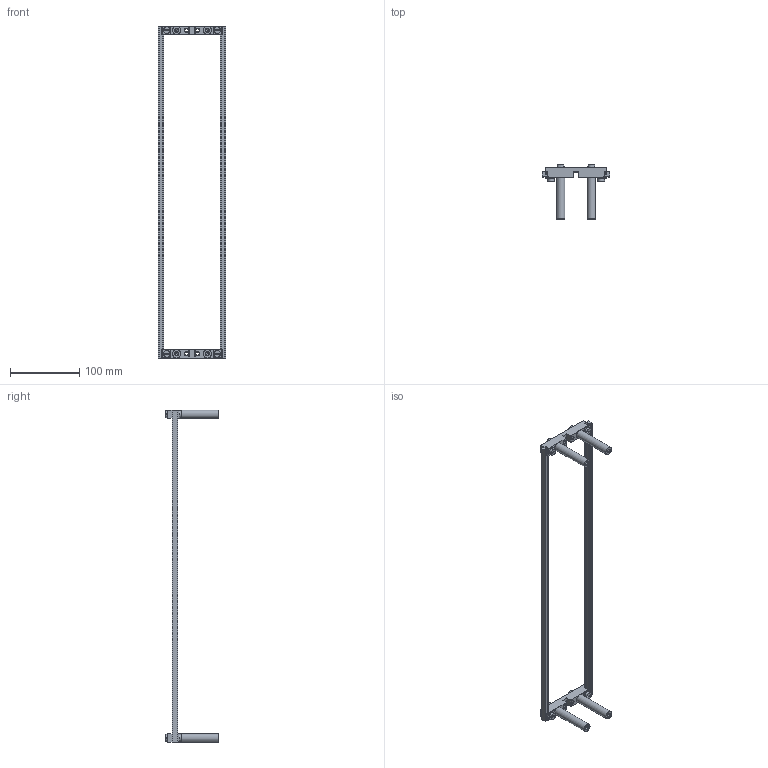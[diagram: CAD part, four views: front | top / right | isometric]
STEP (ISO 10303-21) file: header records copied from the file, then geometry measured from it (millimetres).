
FILE_DESCRIPTION(/* description */ ('STEP AP214'),/* implementation_level */ '2;1');
FILE_NAME(/* name */ '9365_NRRQ-2N',/* time_stamp */ '2024-09-13T09:27:02+02:00',/* author */ ('License CC BY-ND 4.0'),/* organization */ ('CADENAS'),/* preprocessor_version */ 'ST-DEVELOPER v19.3',/* originating_system */ 'PARTsolutions',/* authorisation */ ' ');
FILE_SCHEMA (('AUTOMOTIVE_DESIGN {1 0 10303 214 3 1 1}'));
Length unit declared in the file: millimetre
Products named in the file (7): 9365 NRRQ-2N; 6852 NRV-2N; 6772 NRW-12/3; DIN-84 - M6x12; 207679 NRB-12/60; DIN-84 - M6x18; 9363 NRQ-8-480
Assembly tree (20 placements, depth 2):
  9365 NRRQ-2N
    6852 NRV-2N  x2
    6772 NRW-12/3  x4
    DIN-84 - M6x12  x4
    207679 NRB-12/60  x4
    DIN-84 - M6x18  x4
    9363 NRQ-8-480  x2
Bounding box: 96.96 x 77.9 x 480 mm (x, y, z)
Volume: 97903.4 mm3; surface area: 72028.4 mm2
Topology: 20 solids, 20 shells, 308 faces, 728 edges, 460 vertices
Faces by surface type: plane 168, cone 68, cylinder 64, torus 8
Full cylindrical faces by diameter (mm): 4.917 x16, 6 x12, 12 x4
Entity records: 3134 total; most frequent: DIRECTION 529, CARTESIAN_POINT 518, ORIENTED_EDGE 426, EDGE_CURVE 213, AXIS2_PLACEMENT_3D 199, VERTEX_POINT 156, FACE_BOUND 153, EDGE_LOOP 151
